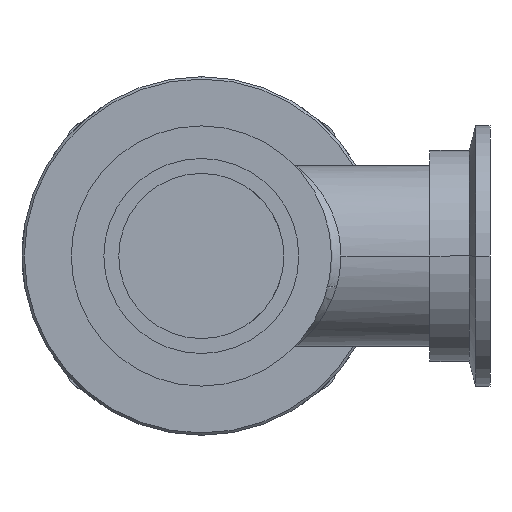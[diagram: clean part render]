
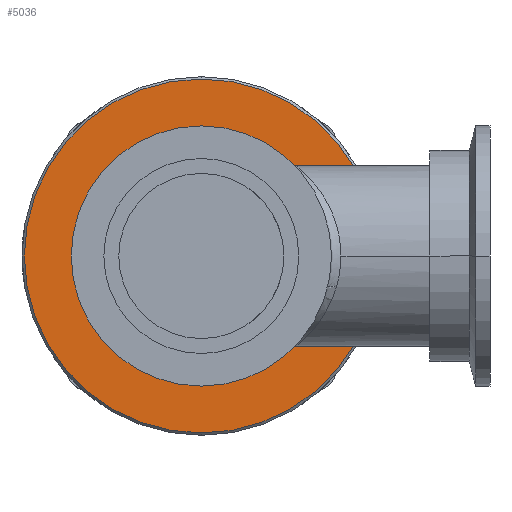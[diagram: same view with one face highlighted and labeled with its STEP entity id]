
A CAD part, front view. The second image highlights one B-rep face of the part: STEP entity #5036.
In plain terms, the highlighted planar face has unit normal (0, -1, 0).
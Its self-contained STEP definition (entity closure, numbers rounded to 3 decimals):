
#12 = CARTESIAN_POINT ( 'NONE',  ( 0., 99., 0. ) ) ;
#20 = DIRECTION ( 'NONE',  ( 0., -1., 0. ) ) ;
#24 = DIRECTION ( 'NONE',  ( 0., -1., 0. ) ) ;
#40 = VERTEX_POINT ( 'NONE', #920 ) ;
#162 = DIRECTION ( 'NONE',  ( 0., 0., 1. ) ) ;
#284 = EDGE_CURVE ( 'NONE', #6568, #3249, #4354, .T. ) ;
#288 = DIRECTION ( 'NONE',  ( 0., 1., 0. ) ) ;
#380 = AXIS2_PLACEMENT_3D ( 'NONE', #12, #24, #162 ) ;
#806 = CIRCLE ( 'NONE', #7281, 37.4 ) ;
#808 = CARTESIAN_POINT ( 'NONE',  ( 0., 99., 37.4 ) ) ;
#910 = EDGE_LOOP ( 'NONE', ( #4079, #3549 ) ) ;
#920 = CARTESIAN_POINT ( 'NONE',  ( 0., 99., -27. ) ) ;
#956 = DIRECTION ( 'NONE',  ( 0., 1., 0. ) ) ;
#1067 = VERTEX_POINT ( 'NONE', #5309 ) ;
#1137 = PLANE ( 'NONE',  #6914 ) ;
#2059 = ORIENTED_EDGE ( 'NONE', *, *, #7031, .F. ) ;
#2259 = CARTESIAN_POINT ( 'NONE',  ( 37.4, 99., 0. ) ) ;
#2696 = CARTESIAN_POINT ( 'NONE',  ( 0., 99., -37.4 ) ) ;
#2877 = ORIENTED_EDGE ( 'NONE', *, *, #3539, .F. ) ;
#3249 = VERTEX_POINT ( 'NONE', #2696 ) ;
#3539 = EDGE_CURVE ( 'NONE', #40, #1067, #6670, .T. ) ;
#3549 = ORIENTED_EDGE ( 'NONE', *, *, #3582, .F. ) ;
#3582 = EDGE_CURVE ( 'NONE', #3249, #6568, #806, .T. ) ;
#3600 = AXIS2_PLACEMENT_3D ( 'NONE', #7400, #288, #4473 ) ;
#3928 = AXIS2_PLACEMENT_3D ( 'NONE', #5920, #20, #4722 ) ;
#4079 = ORIENTED_EDGE ( 'NONE', *, *, #284, .F. ) ;
#4354 = CIRCLE ( 'NONE', #3600, 37.4 ) ;
#4473 = DIRECTION ( 'NONE',  ( 0., 0., 1. ) ) ;
#4722 = DIRECTION ( 'NONE',  ( 0., 0., 1. ) ) ;
#5036 = ADVANCED_FACE ( 'NONE', ( #6002, #7548 ), #1137, .F. ) ;
#5309 = CARTESIAN_POINT ( 'NONE',  ( 0., 99., 27. ) ) ;
#5587 = EDGE_LOOP ( 'NONE', ( #2059, #2877 ) ) ;
#5920 = CARTESIAN_POINT ( 'NONE',  ( 0., 99., 0. ) ) ;
#6002 = FACE_BOUND ( 'NONE', #5587, .T. ) ;
#6181 = CARTESIAN_POINT ( 'NONE',  ( 0., 99., 0. ) ) ;
#6270 = DIRECTION ( 'NONE',  ( 0., 1., 0. ) ) ;
#6568 = VERTEX_POINT ( 'NONE', #808 ) ;
#6636 = DIRECTION ( 'NONE',  ( 0., 0., 1. ) ) ;
#6670 = CIRCLE ( 'NONE', #380, 27. ) ;
#6873 = DIRECTION ( 'NONE',  ( 0., 0., 1. ) ) ;
#6914 = AXIS2_PLACEMENT_3D ( 'NONE', #2259, #956, #6873 ) ;
#7031 = EDGE_CURVE ( 'NONE', #1067, #40, #7438, .T. ) ;
#7281 = AXIS2_PLACEMENT_3D ( 'NONE', #6181, #6270, #6636 ) ;
#7400 = CARTESIAN_POINT ( 'NONE',  ( 0., 99., 0. ) ) ;
#7438 = CIRCLE ( 'NONE', #3928, 27. ) ;
#7548 = FACE_OUTER_BOUND ( 'NONE', #910, .T. ) ;
